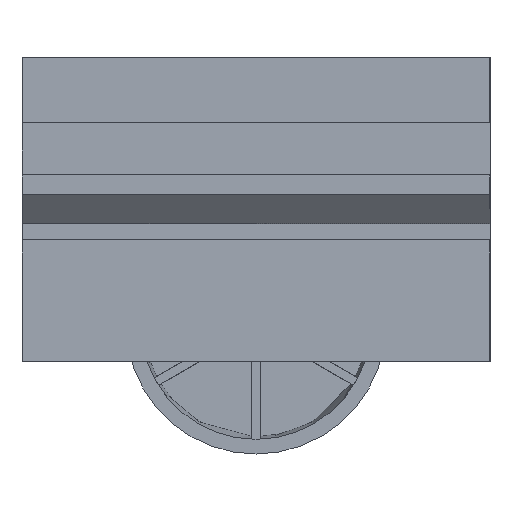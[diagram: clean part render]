
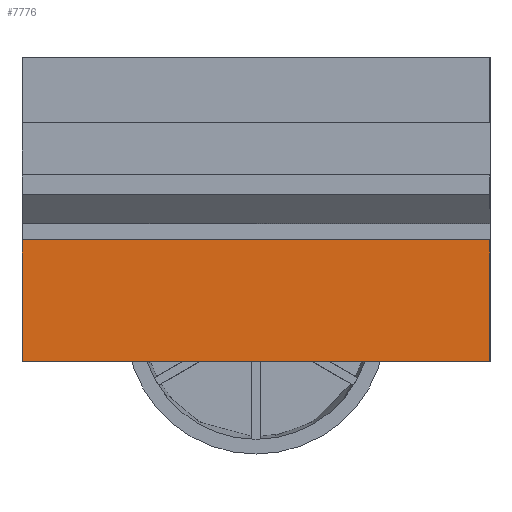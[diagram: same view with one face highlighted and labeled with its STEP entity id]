
A CAD part, left-side view. The second image highlights one B-rep face of the part: STEP entity #7776.
In plain terms, the highlighted planar face has unit normal (-1, 0, 0).
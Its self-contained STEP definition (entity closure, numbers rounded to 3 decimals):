
#418=FACE_OUTER_BOUND('',#842,.T.);
#842=EDGE_LOOP('',(#5297,#5298,#5299,#5300));
#1316=LINE('',#11140,#2230);
#1404=LINE('',#11346,#2318);
#1435=LINE('',#11403,#2349);
#1436=LINE('',#11405,#2350);
#2230=VECTOR('',#8890,14.);
#2318=VECTOR('',#9034,14.);
#2349=VECTOR('',#9081,54.);
#2350=VECTOR('',#9084,54.);
#3147=VERTEX_POINT('',#11137);
#3148=VERTEX_POINT('',#11139);
#3237=VERTEX_POINT('',#11343);
#3238=VERTEX_POINT('',#11345);
#3931=EDGE_CURVE('',#3148,#3147,#1316,.T.);
#4036=EDGE_CURVE('',#3237,#3238,#1404,.T.);
#4067=EDGE_CURVE('',#3147,#3238,#1435,.T.);
#4068=EDGE_CURVE('',#3148,#3237,#1436,.T.);
#5297=ORIENTED_EDGE('',*,*,#4067,.T.);
#5298=ORIENTED_EDGE('',*,*,#4036,.F.);
#5299=ORIENTED_EDGE('',*,*,#4068,.F.);
#5300=ORIENTED_EDGE('',*,*,#3931,.T.);
#7438=PLANE('',#8226);
#7776=ADVANCED_FACE('',(#418),#7438,.T.);
#8226=AXIS2_PLACEMENT_3D('',#11404,#9082,#9083);
#8890=DIRECTION('',(0.,0.,1.));
#9034=DIRECTION('',(0.,0.,1.));
#9081=DIRECTION('',(0.,1.,0.));
#9082=DIRECTION('center_axis',(-1.,0.,0.));
#9083=DIRECTION('ref_axis',(0.,0.,1.));
#9084=DIRECTION('',(0.,1.,0.));
#11137=CARTESIAN_POINT('',(-29.75,19.,-21.));
#11139=CARTESIAN_POINT('',(-29.75,19.,-35.));
#11140=CARTESIAN_POINT('',(-29.75,19.,-35.));
#11343=CARTESIAN_POINT('',(-29.75,73.,-35.));
#11345=CARTESIAN_POINT('',(-29.75,73.,-21.));
#11346=CARTESIAN_POINT('',(-29.75,73.,-35.));
#11403=CARTESIAN_POINT('',(-29.75,19.,-21.));
#11404=CARTESIAN_POINT('Origin',(-29.75,-73.,-35.));
#11405=CARTESIAN_POINT('',(-29.75,19.,-35.));
